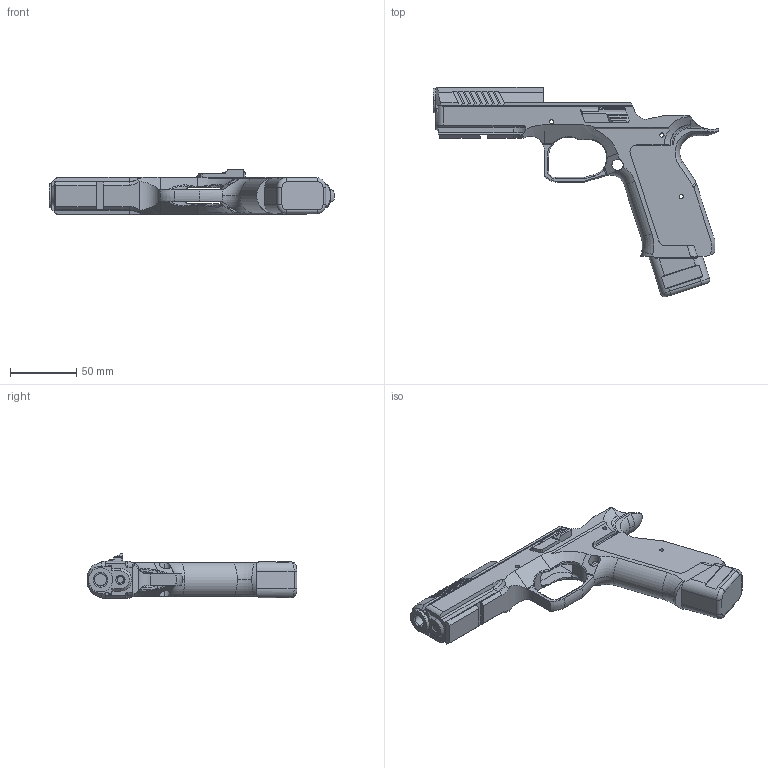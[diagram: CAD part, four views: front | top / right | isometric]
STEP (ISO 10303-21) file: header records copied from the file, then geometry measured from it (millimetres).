
FILE_DESCRIPTION (( 'STEP AP214' ), '1' );
FILE_NAME ('CZS2_grip_flat_safety.STEP', '2024-05-14T13:17:21', ( '' ), ( '' ), 'SwSTEP 2.0', 'SolidWorks 2022', '' );
FILE_SCHEMA (( 'AUTOMOTIVE_DESIGN' ));
Length unit declared in the file: millimetre
Products named in the file (1): CZS2_grip_flat_safety
Bounding box: 216.19 x 158.55 x 33.7 mm (x, y, z)
Volume: 108205.5 mm3; surface area: 67176.6 mm2
Topology: 1 solids, 1 shells, 466 faces, 1332 edges, 864 vertices
Faces by surface type: plane 258, cylinder 137, torus 30, bspline 23, cone 16, sphere 2
Entity records: 17012 total; most frequent: CARTESIAN_POINT 5090, ORIENTED_EDGE 2664, DIRECTION 2308, EDGE_CURVE 1332, VERTEX_POINT 864, VECTOR 850, LINE 850, AXIS2_PLACEMENT_3D 729
